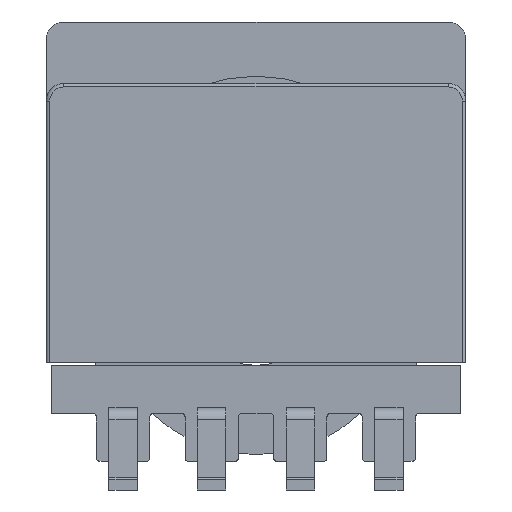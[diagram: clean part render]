
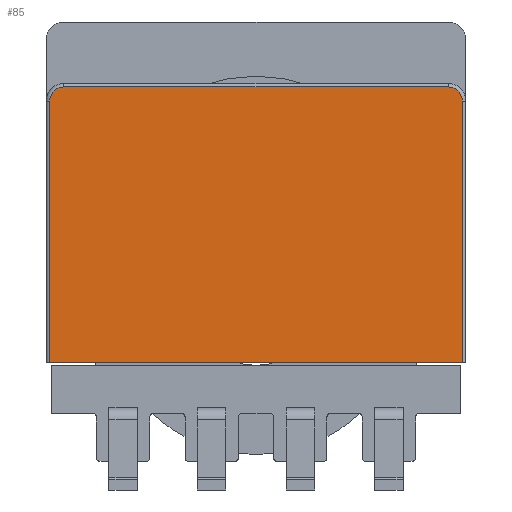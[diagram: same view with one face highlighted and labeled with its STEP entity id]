
A CAD part, front view. The second image highlights one B-rep face of the part: STEP entity #85.
In plain terms, the highlighted face is planar.
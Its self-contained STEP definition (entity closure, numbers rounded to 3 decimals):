
#85 = ADVANCED_FACE( '', ( #163 ), #164, .F. );
#163 = FACE_OUTER_BOUND( '', #245, .T. );
#164 = PLANE( '', #246 );
#245 = EDGE_LOOP( '', ( #567, #568, #569, #570, #571, #572 ) );
#246 = AXIS2_PLACEMENT_3D( '', #573, #574, #575 );
#567 = ORIENTED_EDGE( '', *, *, #1083, .T. );
#568 = ORIENTED_EDGE( '', *, *, #1084, .T. );
#569 = ORIENTED_EDGE( '', *, *, #1065, .T. );
#570 = ORIENTED_EDGE( '', *, *, #1085, .T. );
#571 = ORIENTED_EDGE( '', *, *, #1079, .T. );
#572 = ORIENTED_EDGE( '', *, *, #1086, .T. );
#573 = CARTESIAN_POINT( '', ( 5.9, 5.2, 7.85 ) );
#574 = DIRECTION( '', ( 0., -1., 0. ) );
#575 = DIRECTION( '', ( 0., 0., -1. ) );
#1065 = EDGE_CURVE( '', #1537, #1535, #1538, .F. );
#1079 = EDGE_CURVE( '', #1556, #1554, #1557, .F. );
#1083 = EDGE_CURVE( '', #1561, #1562, #1563, .T. );
#1084 = EDGE_CURVE( '', #1562, #1537, #1564, .F. );
#1085 = EDGE_CURVE( '', #1535, #1556, #1565, .F. );
#1086 = EDGE_CURVE( '', #1554, #1561, #1566, .T. );
#1535 = VERTEX_POINT( '', #3226 );
#1537 = VERTEX_POINT( '', #3228 );
#1538 = CIRCLE( '', #3229, 0.4 );
#1554 = VERTEX_POINT( '', #3260 );
#1556 = VERTEX_POINT( '', #3262 );
#1557 = CIRCLE( '', #3263, 0.4 );
#1561 = VERTEX_POINT( '', #3267 );
#1562 = VERTEX_POINT( '', #3268 );
#1563 = LINE( '', #3269, #3270 );
#1564 = LINE( '', #3271, #3272 );
#1565 = LINE( '', #3273, #3274 );
#1566 = LINE( '', #3275, #3276 );
#3226 = CARTESIAN_POINT( '', ( -5.4, 5.2, 7.75 ) );
#3228 = CARTESIAN_POINT( '', ( -5.8, 5.2, 7.35 ) );
#3229 = AXIS2_PLACEMENT_3D( '', #3855, #3856, #3857 );
#3260 = CARTESIAN_POINT( '', ( 5.8, 5.2, 7.35 ) );
#3262 = CARTESIAN_POINT( '', ( 5.4, 5.2, 7.75 ) );
#3263 = AXIS2_PLACEMENT_3D( '', #3874, #3875, #3876 );
#3267 = CARTESIAN_POINT( '', ( 5.8, 5.2, 0. ) );
#3268 = CARTESIAN_POINT( '', ( -5.8, 5.2, 0. ) );
#3269 = CARTESIAN_POINT( '', ( 5.9, 5.2, 0. ) );
#3270 = VECTOR( '', #3883, 1000. );
#3271 = CARTESIAN_POINT( '', ( -5.8, 5.2, 7.85 ) );
#3272 = VECTOR( '', #3884, 1000. );
#3273 = CARTESIAN_POINT( '', ( 5.4, 5.2, 7.75 ) );
#3274 = VECTOR( '', #3885, 1000. );
#3275 = CARTESIAN_POINT( '', ( 5.8, 5.2, 7.85 ) );
#3276 = VECTOR( '', #3886, 1000. );
#3855 = CARTESIAN_POINT( '', ( -5.4, 5.2, 7.35 ) );
#3856 = DIRECTION( '', ( 0., -1., 0. ) );
#3857 = DIRECTION( '', ( 0., 0., -1. ) );
#3874 = CARTESIAN_POINT( '', ( 5.4, 5.2, 7.35 ) );
#3875 = DIRECTION( '', ( 0., -1., 0. ) );
#3876 = DIRECTION( '', ( 0., 0., -1. ) );
#3883 = DIRECTION( '', ( -1., 0., 0. ) );
#3884 = DIRECTION( '', ( 0., 0., -1. ) );
#3885 = DIRECTION( '', ( -1., 0., 0. ) );
#3886 = DIRECTION( '', ( 0., 0., -1. ) );
